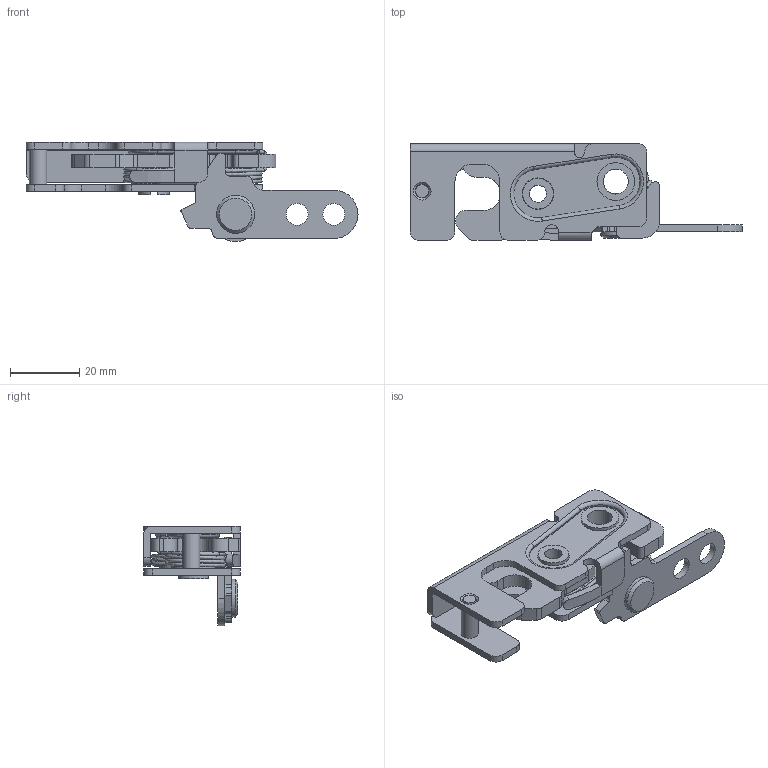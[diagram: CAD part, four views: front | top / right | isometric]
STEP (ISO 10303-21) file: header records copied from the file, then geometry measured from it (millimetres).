
FILE_DESCRIPTION(('STEP AP203'),'1');
FILE_NAME('2800.1.3.1.1.001.step','2019-09-20T12:59:44',(' '),(' '),'Spatial InterOp 3D',' ',' ');
FILE_SCHEMA(('CONFIG_CONTROL_DESIGN'));
Length unit declared in the file: millimetre
Products named in the file (10): 1; 2; 3; 4; 5; 6; 7; 8; 9; 10
Bounding box: 96 x 28 x 28.7 mm (x, y, z)
Volume: 14258.4 mm3; surface area: 16742.6 mm2
Topology: 10 solids, 10 shells, 265 faces, 682 edges, 448 vertices
Faces by surface type: cylinder 129, plane 122, torus 8, cone 3, bspline 3
Full cylindrical faces by diameter (mm): 1 x7, 3.7 x2, 4 x2, 5 x3, 5.1 x1, 6.3 x2, 6.7 x1, 7 x1, 7.2 x1, 8.9 x2, 9.1 x2, 10.5 x2, 10.8 x2, 10.9 x1, 11 x1, 12.7 x2
Entity records: 9598 total; most frequent: CARTESIAN_POINT 2637, DIRECTION 1439, ORIENTED_EDGE 1266, EDGE_CURVE 633, AXIS2_PLACEMENT_3D 542, VERTEX_POINT 438, LINE 355, VECTOR 355
